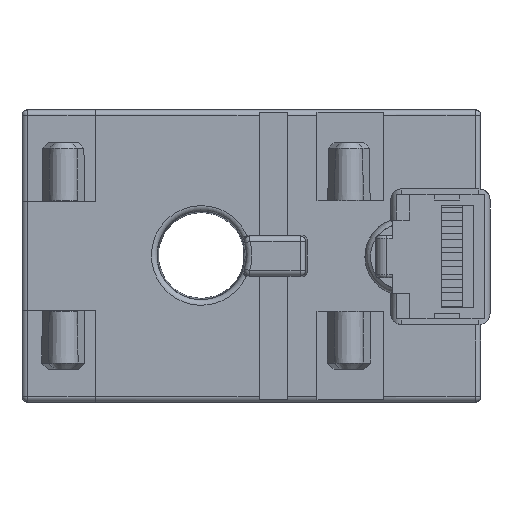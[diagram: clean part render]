
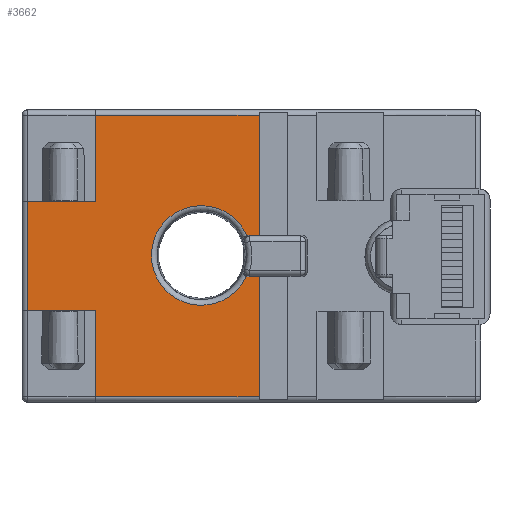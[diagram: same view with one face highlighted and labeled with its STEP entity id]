
A CAD part, front view. The second image highlights one B-rep face of the part: STEP entity #3662.
In plain terms, the highlighted planar face has unit normal (0, -1, 0).
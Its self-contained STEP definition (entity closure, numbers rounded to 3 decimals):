
#358=PLANE('',#11047);
#894=LINE('',#23119,#1855);
#899=LINE('',#23131,#1860);
#903=LINE('',#23139,#1864);
#932=LINE('',#23232,#1893);
#935=LINE('',#23245,#1896);
#944=LINE('',#23268,#1905);
#984=LINE('',#23377,#1945);
#987=LINE('',#23387,#1948);
#989=LINE('',#23391,#1950);
#1065=LINE('',#23566,#2026);
#1074=LINE('',#23587,#2035);
#1075=LINE('',#23589,#2036);
#1076=LINE('',#23590,#2037);
#1077=LINE('',#23591,#2038);
#1078=LINE('',#23593,#2039);
#1855=VECTOR('',#12608,1.);
#1860=VECTOR('',#12619,1.);
#1864=VECTOR('',#12627,1.);
#1893=VECTOR('',#12712,1.);
#1896=VECTOR('',#12727,1.);
#1905=VECTOR('',#12750,1.);
#1945=VECTOR('',#12842,1.);
#1948=VECTOR('',#12851,1.);
#1950=VECTOR('',#12855,1.);
#2026=VECTOR('',#13039,1.);
#2035=VECTOR('',#13068,1.);
#2036=VECTOR('',#13069,1.);
#2037=VECTOR('',#13070,1.);
#2038=VECTOR('',#13071,1.);
#2039=VECTOR('',#13072,1.);
#2772=FACE_OUTER_BOUND('',#4322,.T.);
#3134=B_SPLINE_CURVE_WITH_KNOTS('',3,(#22811,#22812,#22813,#22814),
 .UNSPECIFIED.,.F.,.F.,(4,4),(0.,1.),.UNSPECIFIED.);
#3137=B_SPLINE_CURVE_WITH_KNOTS('',3,(#22867,#22868,#22869,#22870),
 .UNSPECIFIED.,.F.,.F.,(4,4),(0.,1.),.UNSPECIFIED.);
#3662=ADVANCED_FACE('',(#2772),#358,.T.);
#4322=EDGE_LOOP('',(#6547,#6548,#6549,#6550,#6551,#6552,#6553,#6554,#6555,
#6556,#6557,#6558,#6559,#6560,#6561,#6562,#6563,#6564));
#6547=ORIENTED_EDGE('',*,*,#9292,.T.);
#6548=ORIENTED_EDGE('',*,*,#9645,.T.);
#6549=ORIENTED_EDGE('',*,*,#9283,.T.);
#6550=ORIENTED_EDGE('',*,*,#9646,.T.);
#6551=ORIENTED_EDGE('',*,*,#9647,.F.);
#6552=ORIENTED_EDGE('',*,*,#9418,.T.);
#6553=ORIENTED_EDGE('',*,*,#9648,.T.);
#6554=ORIENTED_EDGE('',*,*,#9544,.F.);
#6555=ORIENTED_EDGE('',*,*,#9537,.F.);
#6556=ORIENTED_EDGE('',*,*,#9542,.F.);
#6557=ORIENTED_EDGE('',*,*,#9636,.T.);
#6558=ORIENTED_EDGE('',*,*,#9470,.T.);
#6559=ORIENTED_EDGE('',*,*,#9463,.T.);
#6560=ORIENTED_EDGE('',*,*,#9483,.T.);
#6561=ORIENTED_EDGE('',*,*,#9406,.T.);
#6562=ORIENTED_EDGE('',*,*,#9413,.T.);
#6563=ORIENTED_EDGE('',*,*,#9649,.F.);
#6564=ORIENTED_EDGE('',*,*,#9650,.F.);
#7881=VERTEX_POINT('',#22794);
#7885=VERTEX_POINT('',#22810);
#7891=VERTEX_POINT('',#22866);
#7892=VERTEX_POINT('',#22871);
#7973=VERTEX_POINT('',#23118);
#7974=VERTEX_POINT('',#23120);
#7977=VERTEX_POINT('',#23130);
#7979=VERTEX_POINT('',#23138);
#7980=VERTEX_POINT('',#23140);
#8002=VERTEX_POINT('',#23201);
#8015=VERTEX_POINT('',#23229);
#8020=VERTEX_POINT('',#23246);
#8064=VERTEX_POINT('',#23361);
#8069=VERTEX_POINT('',#23372);
#8073=VERTEX_POINT('',#23386);
#8075=VERTEX_POINT('',#23392);
#8122=VERTEX_POINT('',#23588);
#8123=VERTEX_POINT('',#23592);
#9283=EDGE_CURVE('',#7881,#7885,#3134,.T.);
#9292=EDGE_CURVE('',#7892,#7891,#3137,.T.);
#9406=EDGE_CURVE('',#7974,#7973,#894,.T.);
#9413=EDGE_CURVE('',#7973,#7977,#899,.T.);
#9418=EDGE_CURVE('',#7980,#7979,#903,.T.);
#9463=EDGE_CURVE('',#8015,#8002,#932,.T.);
#9470=EDGE_CURVE('',#8020,#8015,#935,.T.);
#9483=EDGE_CURVE('',#8002,#7974,#944,.T.);
#9537=EDGE_CURVE('',#8069,#8064,#984,.T.);
#9542=EDGE_CURVE('',#8073,#8069,#987,.T.);
#9544=EDGE_CURVE('',#8064,#8075,#989,.T.);
#9636=EDGE_CURVE('',#8073,#8020,#1065,.T.);
#9645=EDGE_CURVE('',#7891,#7881,#10329,.T.);
#9646=EDGE_CURVE('',#7885,#8122,#1074,.T.);
#9647=EDGE_CURVE('',#7980,#8122,#1075,.T.);
#9648=EDGE_CURVE('',#7979,#8075,#1076,.T.);
#9649=EDGE_CURVE('',#8123,#7977,#1077,.T.);
#9650=EDGE_CURVE('',#7892,#8123,#1078,.T.);
#10329=CIRCLE('',#11046,4.516);
#11046=AXIS2_PLACEMENT_3D('',#23586,#13066,#13067);
#11047=AXIS2_PLACEMENT_3D('',#23594,#13073,#13074);
#12608=DIRECTION('',(0.,0.,-1.));
#12619=DIRECTION('',(1.,0.,0.));
#12627=DIRECTION('',(-1.,0.,0.));
#12712=DIRECTION('',(1.,0.,0.));
#12727=DIRECTION('',(1.,0.,0.));
#12750=DIRECTION('',(1.,0.,0.));
#12842=DIRECTION('',(1.,0.,0.));
#12851=DIRECTION('',(1.,0.,0.));
#12855=DIRECTION('',(1.,0.,0.));
#13039=DIRECTION('',(0.,0.,-1.));
#13066=DIRECTION('',(0.,1.,0.));
#13067=DIRECTION('',(0.,0.,-1.));
#13068=DIRECTION('',(1.,0.,0.));
#13069=DIRECTION('',(0.,0.,-1.));
#13070=DIRECTION('',(0.,0.,-1.));
#13071=DIRECTION('',(0.,0.,-1.));
#13072=DIRECTION('',(1.,0.,0.));
#13073=DIRECTION('',(0.,-1.,0.));
#13074=DIRECTION('',(0.,0.,1.));
#22794=CARTESIAN_POINT('',(4.122,2.002,-0.694));
#22810=CARTESIAN_POINT('',(4.304,2.002,-0.66));
#22811=CARTESIAN_POINT('',(4.122,2.002,-0.694));
#22812=CARTESIAN_POINT('',(4.179,2.002,-0.672));
#22813=CARTESIAN_POINT('',(4.242,2.002,-0.66));
#22814=CARTESIAN_POINT('',(4.304,2.002,-0.66));
#22866=CARTESIAN_POINT('',(4.079,2.002,-4.401));
#22867=CARTESIAN_POINT('',(4.272,2.002,-4.44));
#22868=CARTESIAN_POINT('',(4.206,2.002,-4.44));
#22869=CARTESIAN_POINT('',(4.139,2.002,-4.427));
#22870=CARTESIAN_POINT('',(4.079,2.002,-4.401));
#22871=CARTESIAN_POINT('',(4.272,2.002,-4.44));
#23118=CARTESIAN_POINT('',(-9.618,2.002,-15.3));
#23119=CARTESIAN_POINT('',(-9.618,2.002,-15.));
#23120=CARTESIAN_POINT('',(-9.618,2.002,-7.5));
#23130=CARTESIAN_POINT('',(5.232,2.002,-15.3));
#23131=CARTESIAN_POINT('',(30.232,2.002,-15.3));
#23138=CARTESIAN_POINT('',(-9.618,2.002,10.2));
#23139=CARTESIAN_POINT('',(30.232,2.002,10.2));
#23140=CARTESIAN_POINT('',(5.232,2.002,10.2));
#23201=CARTESIAN_POINT('',(-10.657,2.002,-7.5));
#23229=CARTESIAN_POINT('',(-14.378,2.002,-7.5));
#23232=CARTESIAN_POINT('',(30.232,2.002,-7.5));
#23245=CARTESIAN_POINT('',(30.232,2.002,-7.5));
#23246=CARTESIAN_POINT('',(-15.768,2.002,-7.5));
#23268=CARTESIAN_POINT('',(30.232,2.002,-7.5));
#23361=CARTESIAN_POINT('',(-10.657,2.002,2.4));
#23372=CARTESIAN_POINT('',(-14.378,2.002,2.4));
#23377=CARTESIAN_POINT('',(30.232,2.002,2.4));
#23386=CARTESIAN_POINT('',(-15.768,2.002,2.4));
#23387=CARTESIAN_POINT('',(-13.018,2.002,2.4));
#23391=CARTESIAN_POINT('',(30.232,2.002,2.4));
#23392=CARTESIAN_POINT('',(-9.618,2.002,2.4));
#23566=CARTESIAN_POINT('',(-15.768,2.002,-15.));
#23586=CARTESIAN_POINT('',(-0.018,2.002,-2.5));
#23587=CARTESIAN_POINT('',(28.232,2.002,-0.66));
#23588=CARTESIAN_POINT('',(5.232,2.002,-0.66));
#23589=CARTESIAN_POINT('',(5.232,2.002,-15.));
#23590=CARTESIAN_POINT('',(-9.618,2.002,-15.));
#23591=CARTESIAN_POINT('',(5.232,2.002,-15.));
#23592=CARTESIAN_POINT('',(5.232,2.002,-4.44));
#23593=CARTESIAN_POINT('',(28.232,2.002,-4.44));
#23594=CARTESIAN_POINT('',(30.232,2.002,-15.));
